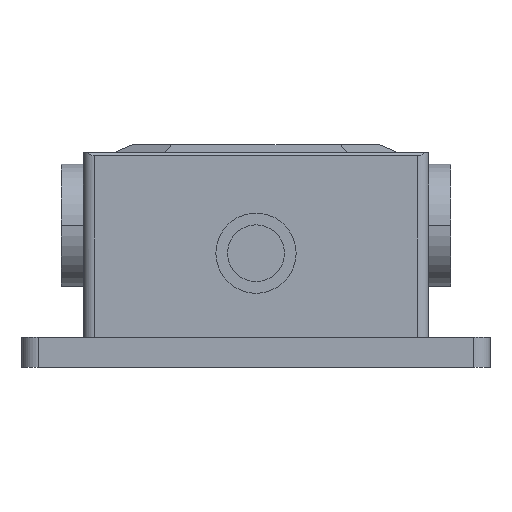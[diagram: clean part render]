
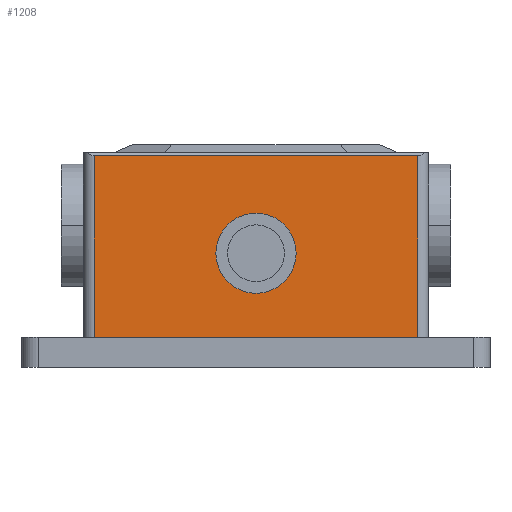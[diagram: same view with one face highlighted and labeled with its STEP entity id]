
A CAD part, front view. The second image highlights one B-rep face of the part: STEP entity #1208.
In plain terms, the highlighted planar face has unit normal (0, -1, 0).
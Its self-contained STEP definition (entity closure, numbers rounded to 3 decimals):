
#1134=CARTESIAN_POINT('',(71.,0.0,38.));
#1135=VERTEX_POINT('',#1134);
#1143=CARTESIAN_POINT('',(71.,0.,5.4));
#1144=VERTEX_POINT('',#1143);
#1145=CARTESIAN_POINT('',(71.,0.,38.));
#1146=DIRECTION('',(0.0,0.0,-1.0));
#1147=VECTOR('',#1146,32.6);
#1148=LINE('',#1145,#1147);
#1149=EDGE_CURVE('',#1135,#1144,#1148,.T.);
#1178=CARTESIAN_POINT('',(73.,0.0,38.));
#1179=DIRECTION('',(0.0,-1.0,0.0));
#1180=DIRECTION('',(1.0,0.0,0.0));
#1181=AXIS2_PLACEMENT_3D('',#1178,#1179,#1180);
#1182=PLANE('',#1181);
#1183=ORIENTED_EDGE('',*,*,#1149,.F.);
#1184=CARTESIAN_POINT('',(13.,0.,38.));
#1185=VERTEX_POINT('',#1184);
#1186=CARTESIAN_POINT('',(71.,0.,38.));
#1187=DIRECTION('',(-1.0,0.0,0.0));
#1188=VECTOR('',#1187,58.);
#1189=LINE('',#1186,#1188);
#1190=EDGE_CURVE('',#1135,#1185,#1189,.T.);
#1191=ORIENTED_EDGE('',*,*,#1190,.T.);
#1192=CARTESIAN_POINT('',(13.,0.0,5.4));
#1193=VERTEX_POINT('',#1192);
#1194=CARTESIAN_POINT('',(13.,0.,5.4));
#1195=DIRECTION('',(0.0,0.0,1.0));
#1196=VECTOR('',#1195,32.6);
#1197=LINE('',#1194,#1196);
#1198=EDGE_CURVE('',#1193,#1185,#1197,.T.);
#1199=ORIENTED_EDGE('',*,*,#1198,.F.);
#1200=CARTESIAN_POINT('',(71.,0.,5.4));
#1201=DIRECTION('',(-1.0,0.0,0.0));
#1202=VECTOR('',#1201,58.);
#1203=LINE('',#1200,#1202);
#1204=EDGE_CURVE('',#1144,#1193,#1203,.T.);
#1205=ORIENTED_EDGE('',*,*,#1204,.F.);
#1206=EDGE_LOOP('',(#1183,#1191,#1199,#1205));
#1207=FACE_OUTER_BOUND('',#1206,.T.);
#1208=ADVANCED_FACE('',(#1207),#1182,.T.);
